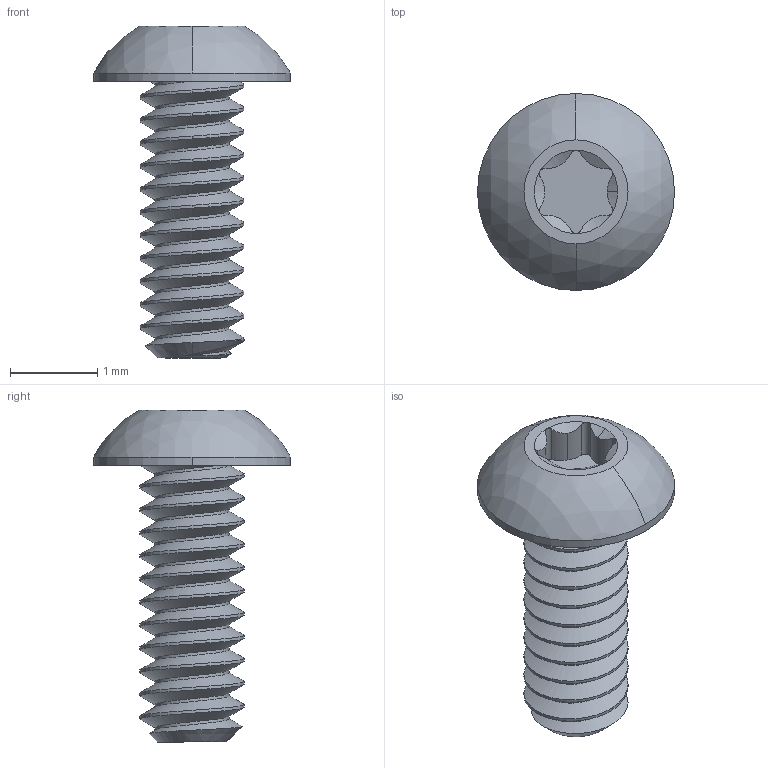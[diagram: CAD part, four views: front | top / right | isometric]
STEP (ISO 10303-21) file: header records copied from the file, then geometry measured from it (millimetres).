
FILE_DESCRIPTION (( 'STEP AP203' ), '1' );
FILE_NAME ('90910A440.STEP', '2018-02-23T14:47:37', ( '' ), ( '' ), 'SwSTEP 2.0', 'SolidWorks 2014', '' );
FILE_SCHEMA (( 'CONFIG_CONTROL_DESIGN' ));
Length unit declared in the file: inch
Products named in the file (1): 90910A440
Bounding box: 2.26 x 2.26 x 3.81 mm (x, y, z)
Volume: 4.2 mm3; surface area: 28.7 mm2
Topology: 1 solids, 1 shells, 62 faces, 167 edges, 109 vertices
Faces by surface type: cylinder 43, cone 10, plane 4, bspline 3, sphere 2
Entity records: 3530 total; most frequent: CARTESIAN_POINT 2080, ORIENTED_EDGE 334, DIRECTION 244, EDGE_CURVE 167, VERTEX_POINT 109, AXIS2_PLACEMENT_3D 99, EDGE_LOOP 64, FACE_OUTER_BOUND 62
